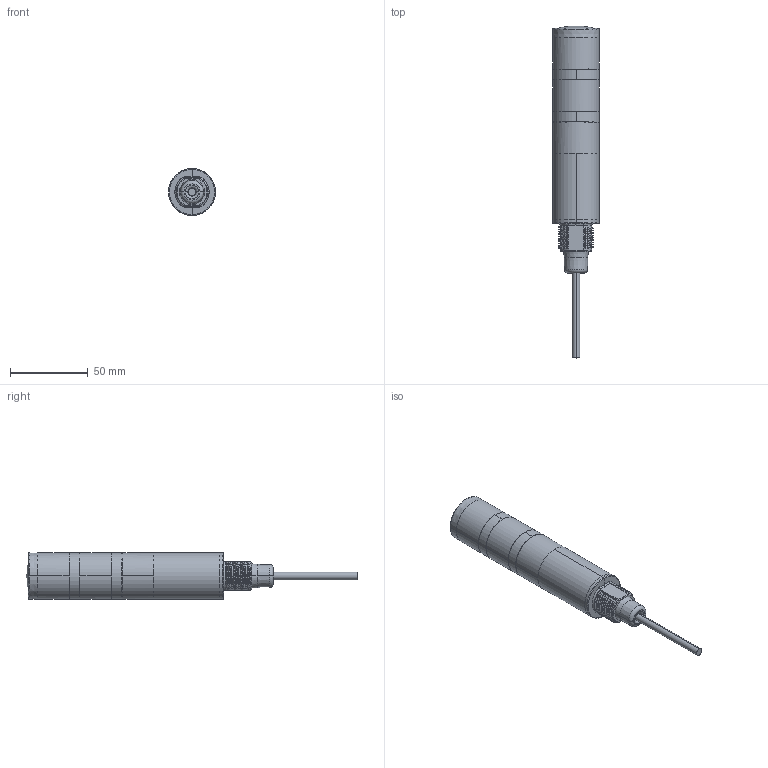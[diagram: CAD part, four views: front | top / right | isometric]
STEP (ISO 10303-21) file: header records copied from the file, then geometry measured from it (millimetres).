
FILE_DESCRIPTION((''),'2;1');
FILE_NAME('204596_ASM','2018-05-09T',('pdmadmin'),('BANNER ENGINEERING'),'CREO PARAMETRIC BY PTC INC, 2016260','CREO PARAMETRIC BY PTC INC, 2016260','');
FILE_SCHEMA(('CONFIG_CONTROL_DESIGN'));
Length unit declared in the file: millimetre
Products named in the file (9): 201226; 201223; 202000; 203806; CABLE_190; SOMMS_TL30_BASE_CABLE_ASM; 201227; 202221; 204596_ASM
Assembly tree (11 placements, depth 3):
  204596_ASM
    201226
    201223
    SOMMS_TL30_BASE_CABLE_ASM
      202000
      203806
      CABLE_190
    201227
    202221  x4
Bounding box: 30 x 212.9 x 30 mm (x, y, z)
Volume: 41870.9 mm3; surface area: 37660.2 mm2
Topology: 10 solids, 10 shells, 1087 faces, 2689 edges, 1627 vertices
Faces by surface type: bspline 412, plane 251, cone 153, cylinder 148, torus 93, sphere 30
Entity records: 58936 total; most frequent: CARTESIAN_POINT 41022, ORIENTED_EDGE 4242, DIRECTION 2945, EDGE_CURVE 2121, VERTEX_POINT 1276, AXIS2_PLACEMENT_3D 1227, B_SPLINE_CURVE_WITH_KNOTS 948, EDGE_LOOP 895
